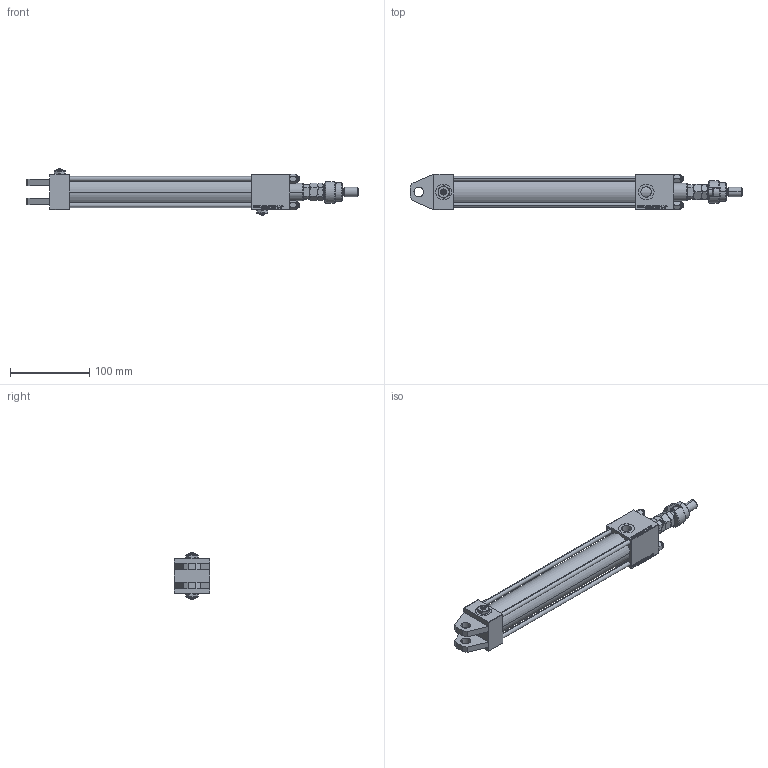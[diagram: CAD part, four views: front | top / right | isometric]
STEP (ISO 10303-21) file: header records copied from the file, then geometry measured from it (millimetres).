
FILE_DESCRIPTION (( 'STEP AP203' ), '1' );
FILE_NAME ('1675.STEP', '2022-04-14T08:40:16', ( '' ), ( '' ), 'SwSTEP 2.0', 'SolidWorks 2019', '' );
FILE_SCHEMA (( 'CONFIG_CONTROL_DESIGN' ));
Length unit declared in the file: millimetre
Products named in the file (10): V215CR_TYCINKA_H 3b5ba120688ffee092495eb90ebaac97; Zatka_pro_OIL_PORT 3b5ba120688ffee092495eb90ebaac97; DFA 3b5ba120688ffee092495eb90ebaac97; MFA 3b5ba120688ffee092495eb90ebaac97; V215CR_H_Body 3b5ba120688ffee092495eb90ebaac97; V215CR_VCP_H 3b5ba120688ffee092495eb90ebaac97; NUT_M5_H 3b5ba120688ffee092495eb90ebaac97; V215_VC_A 3b5ba120688ffee092495eb90ebaac97; FEMALE_PART_FOR_DFA 3b5ba120688ffee092495eb90ebaac97; 1675
Assembly tree (16 placements, depth 3):
  1675
    V215CR_H_Body 3b5ba120688ffee092495eb90ebaac97
    V215CR_VCP_H 3b5ba120688ffee092495eb90ebaac97
    V215CR_TYCINKA_H 3b5ba120688ffee092495eb90ebaac97  x4
    NUT_M5_H 3b5ba120688ffee092495eb90ebaac97  x4
    V215_VC_A 3b5ba120688ffee092495eb90ebaac97
    DFA 3b5ba120688ffee092495eb90ebaac97
      FEMALE_PART_FOR_DFA 3b5ba120688ffee092495eb90ebaac97
      MFA 3b5ba120688ffee092495eb90ebaac97
    Zatka_pro_OIL_PORT 3b5ba120688ffee092495eb90ebaac97  x2
Bounding box: 419 x 45 x 59 mm (x, y, z)
Volume: 389226.8 mm3; surface area: 153128.7 mm2
Topology: 15 solids, 15 shells, 1321 faces, 3272 edges, 2093 vertices
Faces by surface type: plane 592, bspline 392, cone 214, cylinder 111, torus 12
Entity records: 54724 total; most frequent: CARTESIAN_POINT 28363, ORIENTED_EDGE 5836, DIRECTION 3874, EDGE_CURVE 2918, VERTEX_POINT 1891, VECTOR 1686, LINE 1686, EDGE_LOOP 1293
